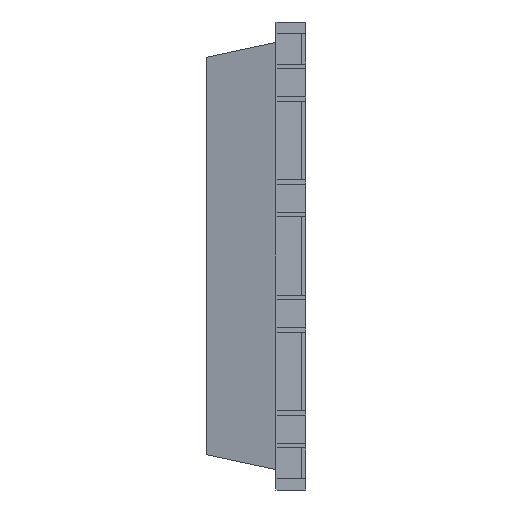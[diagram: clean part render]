
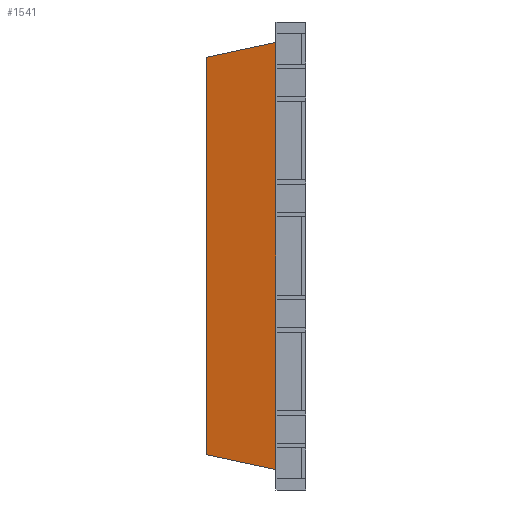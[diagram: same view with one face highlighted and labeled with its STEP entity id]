
A CAD part, left-side view. The second image highlights one B-rep face of the part: STEP entity #1541.
In plain terms, the highlighted face is planar.
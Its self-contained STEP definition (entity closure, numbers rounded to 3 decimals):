
#85 = CARTESIAN_POINT ( 'NONE',  ( -2.35, 0.33, 2.85 ) ) ;
#323 = EDGE_CURVE ( 'NONE', #4502, #3205, #1935, .T. ) ;
#346 = VECTOR ( 'NONE', #3680, 1000. ) ;
#377 = PLANE ( 'NONE',  #3189 ) ;
#402 = DIRECTION ( 'NONE',  ( 1., 0., 0. ) ) ;
#409 = EDGE_CURVE ( 'NONE', #4251, #3236, #1967, .T. ) ;
#483 = EDGE_CURVE ( 'NONE', #2327, #1323, #511, .T. ) ;
#511 = LINE ( 'NONE', #2309, #521 ) ;
#521 = VECTOR ( 'NONE', #3738, 1000. ) ;
#526 = EDGE_CURVE ( 'NONE', #3955, #1323, #2040, .T. ) ;
#536 = VECTOR ( 'NONE', #3855, 1000. ) ;
#596 = CARTESIAN_POINT ( 'NONE',  ( 0.84, 0.33, 2.85 ) ) ;
#653 = LINE ( 'NONE', #3687, #3752 ) ;
#728 = VECTOR ( 'NONE', #3223, 1000. ) ;
#790 = EDGE_CURVE ( 'NONE', #3236, #2752, #653, .T. ) ;
#834 = CARTESIAN_POINT ( 'NONE',  ( -2.35, 0.33, 2.85 ) ) ;
#922 = DIRECTION ( 'NONE',  ( 1., 0., 0. ) ) ;
#928 = DIRECTION ( 'NONE',  ( 1., 0., 0. ) ) ;
#958 = EDGE_CURVE ( 'NONE', #2752, #975, #3672, .T. ) ;
#968 = CARTESIAN_POINT ( 'NONE',  ( -2.35, 0.33, 2.85 ) ) ;
#975 = VERTEX_POINT ( 'NONE', #3812 ) ;
#1063 = ORIENTED_EDGE ( 'NONE', *, *, #3272, .T. ) ;
#1073 = CARTESIAN_POINT ( 'NONE',  ( -2.11, 0.33, 2.85 ) ) ;
#1082 = LINE ( 'NONE', #2066, #4059 ) ;
#1086 = LINE ( 'NONE', #3411, #1110 ) ;
#1110 = VECTOR ( 'NONE', #3681, 1000. ) ;
#1138 = VERTEX_POINT ( 'NONE', #4385 ) ;
#1323 = VERTEX_POINT ( 'NONE', #4029 ) ;
#1443 = ORIENTED_EDGE ( 'NONE', *, *, #409, .T. ) ;
#1451 = VERTEX_POINT ( 'NONE', #3976 ) ;
#1513 = EDGE_CURVE ( 'NONE', #1138, #2327, #1082, .T. ) ;
#1516 = ORIENTED_EDGE ( 'NONE', *, *, #1995, .T. ) ;
#1541 = ADVANCED_FACE ( 'NONE', ( #3956 ), #377, .T. ) ;
#1545 = ORIENTED_EDGE ( 'NONE', *, *, #1513, .F. ) ;
#1643 = CARTESIAN_POINT ( 'NONE',  ( -2.35, 0.33, 2.85 ) ) ;
#1691 = LINE ( 'NONE', #85, #1699 ) ;
#1699 = VECTOR ( 'NONE', #1773, 1000. ) ;
#1743 = CARTESIAN_POINT ( 'NONE',  ( 2.11, 0.33, 2.85 ) ) ;
#1773 = DIRECTION ( 'NONE',  ( 1., 0., 0. ) ) ;
#1818 = CARTESIAN_POINT ( 'NONE',  ( -0.43, 0.33, 2.85 ) ) ;
#1837 = CARTESIAN_POINT ( 'NONE',  ( -2.35, 0.33, 2.85 ) ) ;
#1935 = LINE ( 'NONE', #1643, #346 ) ;
#1967 = LINE ( 'NONE', #968, #3493 ) ;
#1995 = EDGE_CURVE ( 'NONE', #3205, #1451, #2165, .T. ) ;
#2008 = CARTESIAN_POINT ( 'NONE',  ( -1.7, 0.33, 2.85 ) ) ;
#2040 = LINE ( 'NONE', #834, #3558 ) ;
#2066 = CARTESIAN_POINT ( 'NONE',  ( -2.35, 1.1, 2.686 ) ) ;
#2165 = LINE ( 'NONE', #3288, #536 ) ;
#2309 = CARTESIAN_POINT ( 'NONE',  ( 2.35, 0.33, 2.85 ) ) ;
#2327 = VERTEX_POINT ( 'NONE', #3564 ) ;
#2402 = EDGE_LOOP ( 'NONE', ( #1545, #3041, #1443, #4370, #4410, #2546, #1063, #4518, #1516, #2416, #4472, #2829 ) ) ;
#2416 = ORIENTED_EDGE ( 'NONE', *, *, #2974, .T. ) ;
#2418 = DIRECTION ( 'NONE',  ( 1., 0., 0. ) ) ;
#2546 = ORIENTED_EDGE ( 'NONE', *, *, #3907, .T. ) ;
#2587 = VECTOR ( 'NONE', #2418, 1000. ) ;
#2689 = CARTESIAN_POINT ( 'NONE',  ( -2.35, 0.33, 2.85 ) ) ;
#2752 = VERTEX_POINT ( 'NONE', #2008 ) ;
#2800 = EDGE_CURVE ( 'NONE', #1138, #4251, #1086, .T. ) ;
#2829 = ORIENTED_EDGE ( 'NONE', *, *, #483, .F. ) ;
#2839 = LINE ( 'NONE', #3602, #4257 ) ;
#2912 = CARTESIAN_POINT ( 'NONE',  ( -2.35, 0.33, 2.85 ) ) ;
#2974 = EDGE_CURVE ( 'NONE', #1451, #3955, #4106, .T. ) ;
#3041 = ORIENTED_EDGE ( 'NONE', *, *, #2800, .T. ) ;
#3107 = DIRECTION ( 'NONE',  ( 1., 0., 0. ) ) ;
#3189 = AXIS2_PLACEMENT_3D ( 'NONE', #3491, #3693, #928 ) ;
#3205 = VERTEX_POINT ( 'NONE', #596 ) ;
#3223 = DIRECTION ( 'NONE',  ( 1., 0., 0. ) ) ;
#3236 = VERTEX_POINT ( 'NONE', #1073 ) ;
#3272 = EDGE_CURVE ( 'NONE', #4409, #4502, #2839, .T. ) ;
#3288 = CARTESIAN_POINT ( 'NONE',  ( -2.35, 0.33, 2.85 ) ) ;
#3310 = DIRECTION ( 'NONE',  ( 1., 0., 0. ) ) ;
#3411 = CARTESIAN_POINT ( 'NONE',  ( -2.35, 0.33, 2.85 ) ) ;
#3428 = CARTESIAN_POINT ( 'NONE',  ( 0.43, 0.33, 2.85 ) ) ;
#3491 = CARTESIAN_POINT ( 'NONE',  ( -2.35, 0.33, 2.85 ) ) ;
#3493 = VECTOR ( 'NONE', #3107, 1000. ) ;
#3558 = VECTOR ( 'NONE', #922, 1000. ) ;
#3564 = CARTESIAN_POINT ( 'NONE',  ( 2.186, 1.1, 2.686 ) ) ;
#3602 = CARTESIAN_POINT ( 'NONE',  ( -2.35, 0.33, 2.85 ) ) ;
#3672 = LINE ( 'NONE', #1837, #728 ) ;
#3680 = DIRECTION ( 'NONE',  ( 1., 0., 0. ) ) ;
#3681 = DIRECTION ( 'NONE',  ( -0.204, -0.958, 0.204 ) ) ;
#3687 = CARTESIAN_POINT ( 'NONE',  ( -2.35, 0.33, 2.85 ) ) ;
#3693 = DIRECTION ( 'NONE',  ( 0., 0.208, 0.978 ) ) ;
#3738 = DIRECTION ( 'NONE',  ( 0.204, -0.958, 0.204 ) ) ;
#3752 = VECTOR ( 'NONE', #4469, 1000. ) ;
#3812 = CARTESIAN_POINT ( 'NONE',  ( -0.84, 0.33, 2.85 ) ) ;
#3855 = DIRECTION ( 'NONE',  ( 1., 0., 0. ) ) ;
#3907 = EDGE_CURVE ( 'NONE', #975, #4409, #1691, .T. ) ;
#3955 = VERTEX_POINT ( 'NONE', #1743 ) ;
#3956 = FACE_OUTER_BOUND ( 'NONE', #2402, .T. ) ;
#3976 = CARTESIAN_POINT ( 'NONE',  ( 1.7, 0.33, 2.85 ) ) ;
#4029 = CARTESIAN_POINT ( 'NONE',  ( 2.35, 0.33, 2.85 ) ) ;
#4059 = VECTOR ( 'NONE', #402, 1000. ) ;
#4106 = LINE ( 'NONE', #2912, #2587 ) ;
#4251 = VERTEX_POINT ( 'NONE', #2689 ) ;
#4257 = VECTOR ( 'NONE', #3310, 1000. ) ;
#4370 = ORIENTED_EDGE ( 'NONE', *, *, #790, .T. ) ;
#4385 = CARTESIAN_POINT ( 'NONE',  ( -2.186, 1.1, 2.686 ) ) ;
#4409 = VERTEX_POINT ( 'NONE', #1818 ) ;
#4410 = ORIENTED_EDGE ( 'NONE', *, *, #958, .T. ) ;
#4469 = DIRECTION ( 'NONE',  ( 1., 0., 0. ) ) ;
#4472 = ORIENTED_EDGE ( 'NONE', *, *, #526, .T. ) ;
#4502 = VERTEX_POINT ( 'NONE', #3428 ) ;
#4518 = ORIENTED_EDGE ( 'NONE', *, *, #323, .T. ) ;
